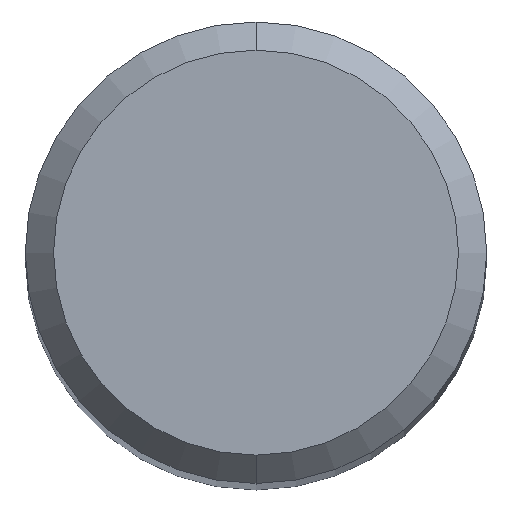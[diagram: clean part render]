
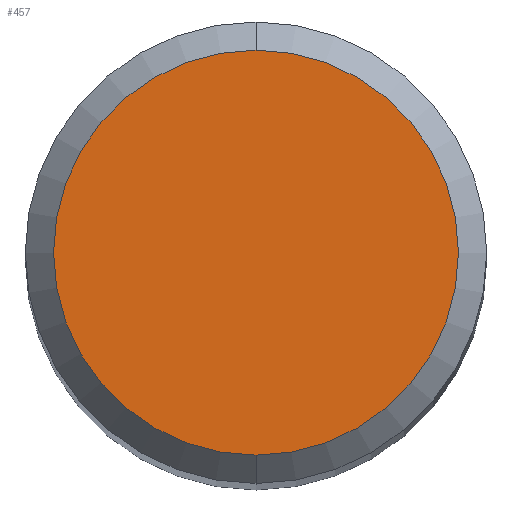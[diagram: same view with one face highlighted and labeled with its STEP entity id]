
A CAD part, top view. The second image highlights one B-rep face of the part: STEP entity #457.
In plain terms, the highlighted planar face has unit normal (0, 0, 1).
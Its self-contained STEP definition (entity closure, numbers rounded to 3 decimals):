
#295=VERTEX_POINT('',#687);
#457=ADVANCED_FACE('',(#871),#872,.T.);
#465=EDGE_CURVE('',#295,#523,#881,.T.);
#523=VERTEX_POINT('',#948);
#537=EDGE_CURVE('',#523,#295,#962,.T.);
#687=CARTESIAN_POINT('',(0.,-2.15,0.0));
#871=FACE_OUTER_BOUND('',#1471,.T.);
#872=PLANE('',#1472);
#881=CIRCLE('',#1482,2.15);
#948=CARTESIAN_POINT('',(0.0,2.15,0.0));
#962=CIRCLE('',#1633,2.15);
#1471=EDGE_LOOP('',(#2084,#2085));
#1472=AXIS2_PLACEMENT_3D('',#2086,#2087,#2088);
#1482=AXIS2_PLACEMENT_3D('',#2101,#2102,#2103);
#1633=AXIS2_PLACEMENT_3D('',#2209,#2210,#2211);
#2084=ORIENTED_EDGE('',*,*,#537,.F.);
#2085=ORIENTED_EDGE('',*,*,#465,.F.);
#2086=CARTESIAN_POINT('',(0.0,1.075,0.0));
#2087=DIRECTION('',(-0.0,0.0,1.0));
#2088=DIRECTION('',(0.0,-1.0,0.0));
#2101=CARTESIAN_POINT('',(0.0,0.0,0.0));
#2102=DIRECTION('',(0.0,0.0,-1.0));
#2103=DIRECTION('',(0.0,1.0,0.0));
#2209=CARTESIAN_POINT('',(0.0,0.0,0.0));
#2210=DIRECTION('',(0.0,0.0,-1.0));
#2211=DIRECTION('',(0.0,1.0,0.0));
